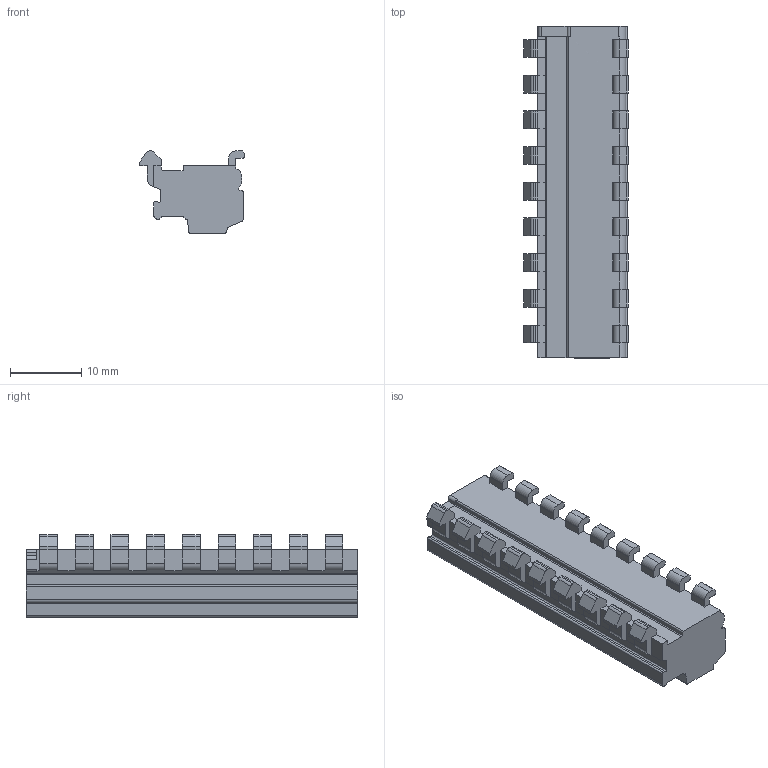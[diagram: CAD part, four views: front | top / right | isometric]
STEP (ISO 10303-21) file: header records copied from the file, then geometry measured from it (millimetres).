
FILE_DESCRIPTION((''),'2;1');
FILE_NAME('PRT0007','2024-10-15T13:21:24',('tluser'),(''),'CREO PARAMETRIC BY PTC INC, 2018100','CREO PARAMETRIC BY PTC INC, 2018100','');
FILE_SCHEMA(('CONFIG_CONTROL_DESIGN'));
Length unit declared in the file: millimetre
Products named in the file (1): PRT0007
Bounding box: 14.7 x 46.5 x 11.5 mm (x, y, z)
Volume: 4764.1 mm3; surface area: 2842.7 mm2
Topology: 1 solids, 1 shells, 424 faces, 1187 edges, 792 vertices
Faces by surface type: plane 286, cylinder 120, cone 18
Entity records: 13924 total; most frequent: CARTESIAN_POINT 2780, ORIENTED_EDGE 2374, DIRECTION 2245, EDGE_CURVE 1187, VECTOR 881, LINE 881, VERTEX_POINT 792, AXIS2_PLACEMENT_3D 682
